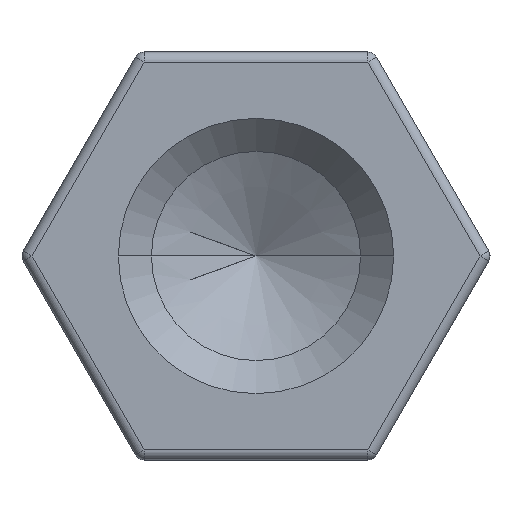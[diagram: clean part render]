
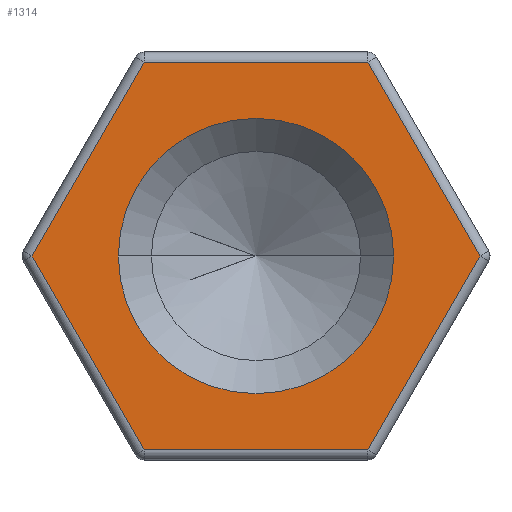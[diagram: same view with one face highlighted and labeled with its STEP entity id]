
A CAD part, left-side view. The second image highlights one B-rep face of the part: STEP entity #1314.
In plain terms, the highlighted planar face has unit normal (-1, 0, 0).
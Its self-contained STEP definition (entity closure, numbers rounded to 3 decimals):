
#4 = CARTESIAN_POINT ( 'NONE',  ( 0., 0., 0. ) ) ;
#54 = CARTESIAN_POINT ( 'NONE',  ( 0., -1.645, 0.95 ) ) ;
#55 = CARTESIAN_POINT ( 'NONE',  ( 0., -1.35, 0. ) ) ;
#83 = CIRCLE ( 'NONE', #126, 1.35 ) ;
#87 = DIRECTION ( 'NONE',  ( 0., -0.5, 0.866 ) ) ;
#92 = DIRECTION ( 'NONE',  ( 0., -0.5, -0.866 ) ) ;
#110 = CARTESIAN_POINT ( 'NONE',  ( 0., 1.645, -0.95 ) ) ;
#121 = CARTESIAN_POINT ( 'NONE',  ( 0., 1.097, 1.9 ) ) ;
#126 = AXIS2_PLACEMENT_3D ( 'NONE', #814, #825, #852 ) ;
#199 = CARTESIAN_POINT ( 'NONE',  ( 0., 0., -1.9 ) ) ;
#203 = CARTESIAN_POINT ( 'NONE',  ( 0., -1.645, -0.95 ) ) ;
#205 = LINE ( 'NONE', #1306, #1364 ) ;
#278 = VECTOR ( 'NONE', #92, 1000. ) ;
#285 = VERTEX_POINT ( 'NONE', #331 ) ;
#303 = DIRECTION ( 'NONE',  ( 0., -1., 0. ) ) ;
#311 = EDGE_CURVE ( 'NONE', #743, #1009, #1065, .T. ) ;
#313 = PLANE ( 'NONE',  #1415 ) ;
#331 = CARTESIAN_POINT ( 'NONE',  ( 0., -1.097, 1.9 ) ) ;
#355 = VERTEX_POINT ( 'NONE', #1142 ) ;
#370 = DIRECTION ( 'NONE',  ( 0., 1., 0. ) ) ;
#450 = VECTOR ( 'NONE', #87, 1000. ) ;
#494 = VECTOR ( 'NONE', #878, 1000. ) ;
#600 = LINE ( 'NONE', #110, #278 ) ;
#606 = VERTEX_POINT ( 'NONE', #121 ) ;
#639 = CARTESIAN_POINT ( 'NONE',  ( 0., 1.35, 0. ) ) ;
#672 = DIRECTION ( 'NONE',  ( 1., 0., 0. ) ) ;
#702 = LINE ( 'NONE', #199, #1259 ) ;
#721 = EDGE_LOOP ( 'NONE', ( #798, #794, #788, #785, #780, #777 ) ) ;
#743 = VERTEX_POINT ( 'NONE', #1015 ) ;
#768 = EDGE_CURVE ( 'NONE', #606, #355, #1406, .T. ) ;
#774 = ORIENTED_EDGE ( 'NONE', *, *, #947, .T. ) ;
#776 = ORIENTED_EDGE ( 'NONE', *, *, #1405, .T. ) ;
#777 = ORIENTED_EDGE ( 'NONE', *, *, #311, .T. ) ;
#780 = ORIENTED_EDGE ( 'NONE', *, *, #1313, .T. ) ;
#785 = ORIENTED_EDGE ( 'NONE', *, *, #1282, .T. ) ;
#788 = ORIENTED_EDGE ( 'NONE', *, *, #768, .T. ) ;
#794 = ORIENTED_EDGE ( 'NONE', *, *, #829, .T. ) ;
#798 = ORIENTED_EDGE ( 'NONE', *, *, #1380, .T. ) ;
#814 = CARTESIAN_POINT ( 'NONE',  ( 0., 0., 0. ) ) ;
#823 = VERTEX_POINT ( 'NONE', #55 ) ;
#825 = DIRECTION ( 'NONE',  ( 1., 0., 0. ) ) ;
#829 = EDGE_CURVE ( 'NONE', #285, #606, #205, .T. ) ;
#852 = DIRECTION ( 'NONE',  ( 0., 1., 0. ) ) ;
#878 = DIRECTION ( 'NONE',  ( 0., 0.5, 0.866 ) ) ;
#947 = EDGE_CURVE ( 'NONE', #823, #986, #83, .T. ) ;
#963 = EDGE_LOOP ( 'NONE', ( #776, #774 ) ) ;
#964 = DIRECTION ( 'NONE',  ( 0., 1., 0. ) ) ;
#986 = VERTEX_POINT ( 'NONE', #639 ) ;
#1009 = VERTEX_POINT ( 'NONE', #1076 ) ;
#1015 = CARTESIAN_POINT ( 'NONE',  ( 0., -1.097, -1.9 ) ) ;
#1022 = CIRCLE ( 'NONE', #1223, 1.35 ) ;
#1065 = LINE ( 'NONE', #203, #450 ) ;
#1067 = LINE ( 'NONE', #54, #494 ) ;
#1076 = CARTESIAN_POINT ( 'NONE',  ( 0., -2.194, 0. ) ) ;
#1085 = DIRECTION ( 'NONE',  ( 1., 0., 0. ) ) ;
#1101 = VERTEX_POINT ( 'NONE', #1363 ) ;
#1142 = CARTESIAN_POINT ( 'NONE',  ( 0., 2.194, 0. ) ) ;
#1173 = CARTESIAN_POINT ( 'NONE',  ( 0., 1.645, 0.95 ) ) ;
#1182 = VECTOR ( 'NONE', #1209, 1000. ) ;
#1209 = DIRECTION ( 'NONE',  ( 0., 0.5, -0.866 ) ) ;
#1223 = AXIS2_PLACEMENT_3D ( 'NONE', #1326, #672, #1404 ) ;
#1259 = VECTOR ( 'NONE', #303, 1000. ) ;
#1282 = EDGE_CURVE ( 'NONE', #355, #1101, #600, .T. ) ;
#1286 = FACE_BOUND ( 'NONE', #963, .T. ) ;
#1306 = CARTESIAN_POINT ( 'NONE',  ( 0., 0., 1.9 ) ) ;
#1313 = EDGE_CURVE ( 'NONE', #1101, #743, #702, .T. ) ;
#1314 = ADVANCED_FACE ( 'NONE', ( #1320, #1286 ), #313, .F. ) ;
#1320 = FACE_OUTER_BOUND ( 'NONE', #721, .T. ) ;
#1326 = CARTESIAN_POINT ( 'NONE',  ( 0., 0., 0. ) ) ;
#1363 = CARTESIAN_POINT ( 'NONE',  ( 0., 1.097, -1.9 ) ) ;
#1364 = VECTOR ( 'NONE', #370, 1000. ) ;
#1380 = EDGE_CURVE ( 'NONE', #1009, #285, #1067, .T. ) ;
#1404 = DIRECTION ( 'NONE',  ( 0., 1., 0. ) ) ;
#1405 = EDGE_CURVE ( 'NONE', #986, #823, #1022, .T. ) ;
#1406 = LINE ( 'NONE', #1173, #1182 ) ;
#1415 = AXIS2_PLACEMENT_3D ( 'NONE', #4, #1085, #964 ) ;
